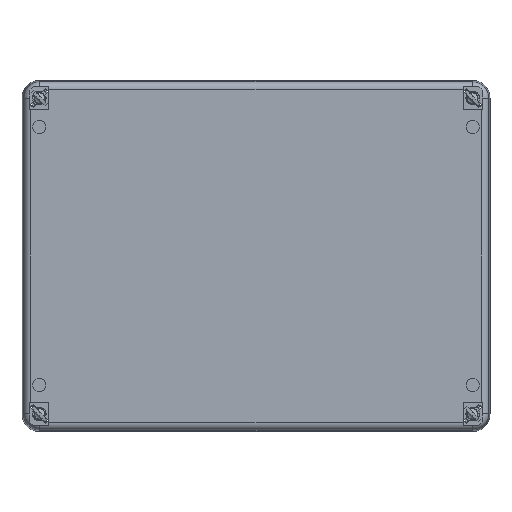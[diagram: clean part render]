
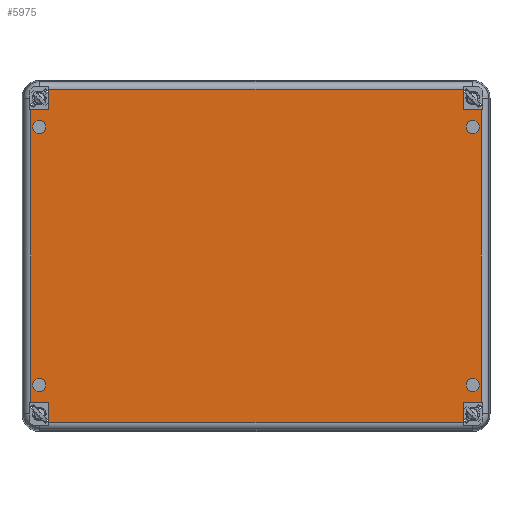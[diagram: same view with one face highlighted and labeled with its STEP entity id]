
A CAD part, front view. The second image highlights one B-rep face of the part: STEP entity #5975.
In plain terms, the highlighted planar face has unit normal (0, -1, 0).
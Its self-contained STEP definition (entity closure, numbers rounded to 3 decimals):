
#654=CARTESIAN_POINT('',(74.1,0.,-44.1));
#655=DIRECTION('',(0.,-1.,0.));
#656=DIRECTION('',(0.,0.,-1.));
#657=AXIS2_PLACEMENT_3D('',#654,#655,#656);
#662=CARTESIAN_POINT('',(74.1,0.,-44.1));
#663=DIRECTION('',(0.,-1.,0.));
#664=DIRECTION('',(0.,0.,1.));
#665=AXIS2_PLACEMENT_3D('',#662,#663,#664);
#670=CARTESIAN_POINT('',(-74.1,0.,44.1));
#671=DIRECTION('',(0.,-1.,0.));
#672=DIRECTION('',(0.,0.,-1.));
#673=AXIS2_PLACEMENT_3D('',#670,#671,#672);
#678=CARTESIAN_POINT('',(-74.1,0.,44.1));
#679=DIRECTION('',(0.,-1.,0.));
#680=DIRECTION('',(0.,0.,1.));
#681=AXIS2_PLACEMENT_3D('',#678,#679,#680);
#686=CARTESIAN_POINT('',(-74.1,0.,-44.1));
#687=DIRECTION('',(0.,-1.,0.));
#688=DIRECTION('',(0.,0.,-1.));
#689=AXIS2_PLACEMENT_3D('',#686,#687,#688);
#694=CARTESIAN_POINT('',(-74.1,0.,-44.1));
#695=DIRECTION('',(0.,-1.,0.));
#696=DIRECTION('',(0.,0.,1.));
#697=AXIS2_PLACEMENT_3D('',#694,#695,#696);
#702=CARTESIAN_POINT('',(74.1,0.,44.1));
#703=DIRECTION('',(0.,-1.,0.));
#704=DIRECTION('',(0.,0.,-1.));
#705=AXIS2_PLACEMENT_3D('',#702,#703,#704);
#710=CARTESIAN_POINT('',(74.1,0.,44.1));
#711=DIRECTION('',(0.,-1.,0.));
#712=DIRECTION('',(0.,0.,1.));
#713=AXIS2_PLACEMENT_3D('',#710,#711,#712);
#718=DIRECTION('',(1.,0.,0.));
#719=VECTOR('',#718,6.148);
#720=CARTESIAN_POINT('',(-76.998,0.,50.));
#721=LINE('',#720,#719);
#725=DIRECTION('',(0.,0.,1.));
#726=VECTOR('',#725,6.998);
#727=CARTESIAN_POINT('',(-70.85,0.,50.));
#728=LINE('',#727,#726);
#732=DIRECTION('',(-1.,0.,0.));
#733=VECTOR('',#732,141.7);
#734=CARTESIAN_POINT('',(70.85,0.,56.998));
#735=LINE('',#734,#733);
#739=DIRECTION('',(0.,0.,-1.));
#740=VECTOR('',#739,6.998);
#741=CARTESIAN_POINT('',(70.85,0.,56.998));
#742=LINE('',#741,#740);
#746=DIRECTION('',(1.,0.,0.));
#747=VECTOR('',#746,6.148);
#748=CARTESIAN_POINT('',(70.85,0.,50.));
#749=LINE('',#748,#747);
#753=DIRECTION('',(0.,0.,1.));
#754=VECTOR('',#753,100.);
#755=CARTESIAN_POINT('',(76.998,0.,-50.));
#756=LINE('',#755,#754);
#760=DIRECTION('',(-1.,0.,0.));
#761=VECTOR('',#760,6.148);
#762=CARTESIAN_POINT('',(76.998,0.,-50.));
#763=LINE('',#762,#761);
#767=DIRECTION('',(0.,0.,-1.));
#768=VECTOR('',#767,6.998);
#769=CARTESIAN_POINT('',(70.85,0.,-50.));
#770=LINE('',#769,#768);
#774=DIRECTION('',(1.,0.,0.));
#775=VECTOR('',#774,141.7);
#776=CARTESIAN_POINT('',(-70.85,0.,-56.998));
#777=LINE('',#776,#775);
#781=DIRECTION('',(0.,0.,1.));
#782=VECTOR('',#781,6.998);
#783=CARTESIAN_POINT('',(-70.85,0.,-56.998));
#784=LINE('',#783,#782);
#788=DIRECTION('',(-1.,0.,0.));
#789=VECTOR('',#788,6.148);
#790=CARTESIAN_POINT('',(-70.85,0.,-50.));
#791=LINE('',#790,#789);
#795=DIRECTION('',(0.,0.,-1.));
#796=VECTOR('',#795,100.);
#797=CARTESIAN_POINT('',(-76.998,0.,50.));
#798=LINE('',#797,#796);
#5038=CARTESIAN_POINT('',(74.1,0.,-46.35));
#5039=CARTESIAN_POINT('',(74.1,0.,-41.85));
#5040=VERTEX_POINT('',#5038);
#5041=VERTEX_POINT('',#5039);
#5042=CARTESIAN_POINT('',(-74.1,0.,41.85));
#5043=CARTESIAN_POINT('',(-74.1,0.,46.35));
#5044=VERTEX_POINT('',#5042);
#5045=VERTEX_POINT('',#5043);
#5262=CARTESIAN_POINT('',(-74.1,0.,-46.35));
#5263=CARTESIAN_POINT('',(-74.1,0.,-41.85));
#5264=VERTEX_POINT('',#5262);
#5265=VERTEX_POINT('',#5263);
#5266=CARTESIAN_POINT('',(74.1,0.,41.85));
#5267=CARTESIAN_POINT('',(74.1,0.,46.35));
#5268=VERTEX_POINT('',#5266);
#5269=VERTEX_POINT('',#5267);
#5352=CARTESIAN_POINT('',(-76.998,0.,50.));
#5353=CARTESIAN_POINT('',(-70.85,0.,50.));
#5354=VERTEX_POINT('',#5352);
#5355=VERTEX_POINT('',#5353);
#5356=CARTESIAN_POINT('',(-70.85,0.,56.998));
#5357=VERTEX_POINT('',#5356);
#5396=CARTESIAN_POINT('',(70.85,0.,56.998));
#5397=CARTESIAN_POINT('',(70.85,0.,50.));
#5398=VERTEX_POINT('',#5396);
#5399=VERTEX_POINT('',#5397);
#5400=CARTESIAN_POINT('',(76.998,0.,50.));
#5401=VERTEX_POINT('',#5400);
#5402=CARTESIAN_POINT('',(-70.85,0.,-56.998));
#5403=CARTESIAN_POINT('',(-70.85,0.,-50.));
#5404=VERTEX_POINT('',#5402);
#5405=VERTEX_POINT('',#5403);
#5406=CARTESIAN_POINT('',(-76.998,0.,-50.));
#5407=VERTEX_POINT('',#5406);
#5408=CARTESIAN_POINT('',(76.998,0.,-50.));
#5409=CARTESIAN_POINT('',(70.85,0.,-50.));
#5410=VERTEX_POINT('',#5408);
#5411=VERTEX_POINT('',#5409);
#5412=CARTESIAN_POINT('',(70.85,0.,-56.998));
#5413=VERTEX_POINT('',#5412);
#5922=CARTESIAN_POINT('',(0.,0.,0.));
#5923=DIRECTION('',(0.,1.,0.));
#5924=DIRECTION('',(1.,0.,0.));
#5925=AXIS2_PLACEMENT_3D('',#5922,#5923,#5924);
#5926=PLANE('',#5925);
#5928=ORIENTED_EDGE('',*,*,#5927,.T.);
#5929=ORIENTED_EDGE('',*,*,#5910,.T.);
#5930=ORIENTED_EDGE('',*,*,#5900,.F.);
#5932=ORIENTED_EDGE('',*,*,#5931,.T.);
#5934=ORIENTED_EDGE('',*,*,#5933,.T.);
#5936=ORIENTED_EDGE('',*,*,#5935,.F.);
#5938=ORIENTED_EDGE('',*,*,#5937,.T.);
#5940=ORIENTED_EDGE('',*,*,#5939,.T.);
#5942=ORIENTED_EDGE('',*,*,#5941,.F.);
#5944=ORIENTED_EDGE('',*,*,#5943,.T.);
#5946=ORIENTED_EDGE('',*,*,#5945,.T.);
#5948=ORIENTED_EDGE('',*,*,#5947,.F.);
#5949=EDGE_LOOP('',(#5928,#5929,#5930,#5932,#5934,#5936,#5938,#5940,#5942,#5944,
#5946,#5948));
#5950=FACE_OUTER_BOUND('',#5949,.F.);
#5952=ORIENTED_EDGE('',*,*,#5951,.T.);
#5954=ORIENTED_EDGE('',*,*,#5953,.T.);
#5955=EDGE_LOOP('',(#5952,#5954));
#5956=FACE_BOUND('',#5955,.F.);
#5958=ORIENTED_EDGE('',*,*,#5957,.T.);
#5960=ORIENTED_EDGE('',*,*,#5959,.T.);
#5961=EDGE_LOOP('',(#5958,#5960));
#5962=FACE_BOUND('',#5961,.F.);
#5964=ORIENTED_EDGE('',*,*,#5963,.T.);
#5966=ORIENTED_EDGE('',*,*,#5965,.T.);
#5967=EDGE_LOOP('',(#5964,#5966));
#5968=FACE_BOUND('',#5967,.F.);
#5970=ORIENTED_EDGE('',*,*,#5969,.T.);
#5972=ORIENTED_EDGE('',*,*,#5971,.T.);
#5973=EDGE_LOOP('',(#5970,#5972));
#5974=FACE_BOUND('',#5973,.F.);
#5975=ADVANCED_FACE('',(#5950,#5956,#5962,#5968,#5974),#5926,.F.);
#658=CIRCLE('',#657,2.25);
#666=CIRCLE('',#665,2.25);
#674=CIRCLE('',#673,2.25);
#682=CIRCLE('',#681,2.25);
#690=CIRCLE('',#689,2.25);
#698=CIRCLE('',#697,2.25);
#706=CIRCLE('',#705,2.25);
#714=CIRCLE('',#713,2.25);
#5900=EDGE_CURVE('',#5398,#5357,#735,.T.);
#5910=EDGE_CURVE('',#5355,#5357,#728,.T.);
#5927=EDGE_CURVE('',#5354,#5355,#721,.T.);
#5931=EDGE_CURVE('',#5398,#5399,#742,.T.);
#5933=EDGE_CURVE('',#5399,#5401,#749,.T.);
#5935=EDGE_CURVE('',#5410,#5401,#756,.T.);
#5937=EDGE_CURVE('',#5410,#5411,#763,.T.);
#5939=EDGE_CURVE('',#5411,#5413,#770,.T.);
#5941=EDGE_CURVE('',#5404,#5413,#777,.T.);
#5943=EDGE_CURVE('',#5404,#5405,#784,.T.);
#5945=EDGE_CURVE('',#5405,#5407,#791,.T.);
#5947=EDGE_CURVE('',#5354,#5407,#798,.T.);
#5951=EDGE_CURVE('',#5040,#5041,#658,.T.);
#5953=EDGE_CURVE('',#5041,#5040,#666,.T.);
#5957=EDGE_CURVE('',#5044,#5045,#674,.T.);
#5959=EDGE_CURVE('',#5045,#5044,#682,.T.);
#5963=EDGE_CURVE('',#5264,#5265,#690,.T.);
#5965=EDGE_CURVE('',#5265,#5264,#698,.T.);
#5969=EDGE_CURVE('',#5268,#5269,#706,.T.);
#5971=EDGE_CURVE('',#5269,#5268,#714,.T.);
